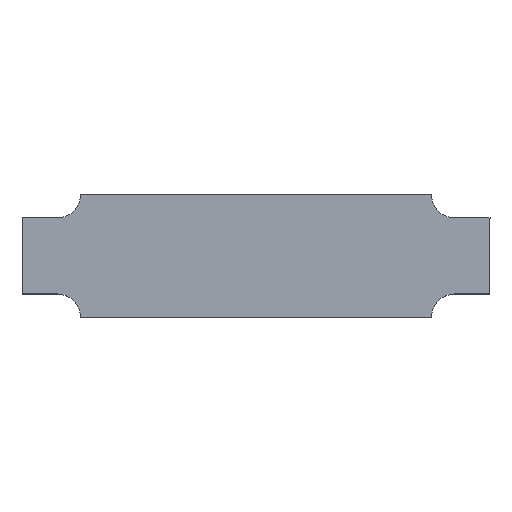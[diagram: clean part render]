
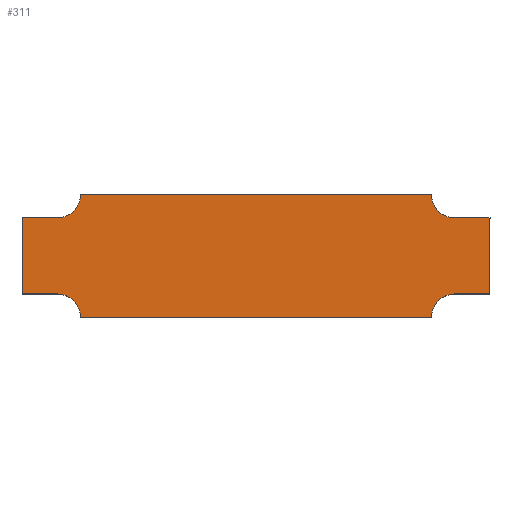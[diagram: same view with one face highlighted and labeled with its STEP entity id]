
A CAD part, top view. The second image highlights one B-rep face of the part: STEP entity #311.
In plain terms, the highlighted planar face has unit normal (0, 0, 1).
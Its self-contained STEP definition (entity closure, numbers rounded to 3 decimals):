
#27=PLANE('',#353);
#43=FACE_OUTER_BOUND('',#63,.T.);
#63=EDGE_LOOP('',(#267,#268,#269,#270,#271,#272,#273,#274,#275,#276,#277,
#278));
#71=LINE('',#470,#101);
#80=LINE('',#503,#110);
#81=LINE('',#506,#111);
#85=LINE('',#512,#115);
#87=LINE('',#515,#117);
#88=LINE('',#518,#118);
#92=LINE('',#524,#122);
#94=LINE('',#527,#124);
#101=VECTOR('',#383,10.);
#110=VECTOR('',#412,10.);
#111=VECTOR('',#415,10.);
#115=VECTOR('',#421,10.);
#117=VECTOR('',#425,10.);
#118=VECTOR('',#428,10.);
#122=VECTOR('',#434,10.);
#124=VECTOR('',#438,10.);
#130=CIRCLE('',#335,4.);
#132=CIRCLE('',#339,4.);
#134=CIRCLE('',#342,4.);
#136=CIRCLE('',#345,4.);
#143=VERTEX_POINT('',#460);
#144=VERTEX_POINT('',#462);
#146=VERTEX_POINT('',#468);
#149=VERTEX_POINT('',#475);
#150=VERTEX_POINT('',#477);
#153=VERTEX_POINT('',#484);
#154=VERTEX_POINT('',#486);
#157=VERTEX_POINT('',#493);
#158=VERTEX_POINT('',#495);
#160=VERTEX_POINT('',#501);
#161=VERTEX_POINT('',#505);
#163=VERTEX_POINT('',#517);
#173=EDGE_CURVE('',#143,#144,#130,.T.);
#177=EDGE_CURVE('',#143,#146,#71,.T.);
#180=EDGE_CURVE('',#149,#150,#132,.T.);
#184=EDGE_CURVE('',#153,#154,#134,.T.);
#188=EDGE_CURVE('',#157,#158,#136,.T.);
#192=EDGE_CURVE('',#157,#160,#80,.T.);
#193=EDGE_CURVE('',#161,#150,#81,.T.);
#197=EDGE_CURVE('',#146,#161,#85,.T.);
#199=EDGE_CURVE('',#153,#144,#87,.T.);
#200=EDGE_CURVE('',#163,#154,#88,.T.);
#204=EDGE_CURVE('',#160,#163,#92,.T.);
#206=EDGE_CURVE('',#149,#158,#94,.T.);
#267=ORIENTED_EDGE('',*,*,#206,.T.);
#268=ORIENTED_EDGE('',*,*,#188,.F.);
#269=ORIENTED_EDGE('',*,*,#192,.T.);
#270=ORIENTED_EDGE('',*,*,#204,.T.);
#271=ORIENTED_EDGE('',*,*,#200,.T.);
#272=ORIENTED_EDGE('',*,*,#184,.F.);
#273=ORIENTED_EDGE('',*,*,#199,.T.);
#274=ORIENTED_EDGE('',*,*,#173,.F.);
#275=ORIENTED_EDGE('',*,*,#177,.T.);
#276=ORIENTED_EDGE('',*,*,#197,.T.);
#277=ORIENTED_EDGE('',*,*,#193,.T.);
#278=ORIENTED_EDGE('',*,*,#180,.F.);
#311=ADVANCED_FACE('',(#43),#27,.T.);
#335=AXIS2_PLACEMENT_3D('',#463,#376,#377);
#339=AXIS2_PLACEMENT_3D('',#478,#389,#390);
#342=AXIS2_PLACEMENT_3D('',#487,#397,#398);
#345=AXIS2_PLACEMENT_3D('',#496,#405,#406);
#353=AXIS2_PLACEMENT_3D('',#528,#439,#440);
#376=DIRECTION('center_axis',(0.,0.,1.));
#377=DIRECTION('ref_axis',(0.707,-0.707,0.));
#383=DIRECTION('',(-1.,0.,0.));
#389=DIRECTION('center_axis',(0.,0.,1.));
#390=DIRECTION('ref_axis',(0.707,0.707,0.));
#397=DIRECTION('center_axis',(0.,0.,1.));
#398=DIRECTION('ref_axis',(-0.707,-0.707,0.));
#405=DIRECTION('center_axis',(0.,0.,1.));
#406=DIRECTION('ref_axis',(-0.707,0.707,0.));
#412=DIRECTION('',(1.,0.,0.));
#415=DIRECTION('',(1.,0.,0.));
#421=DIRECTION('',(0.,-1.,0.));
#425=DIRECTION('',(-1.,0.,0.));
#428=DIRECTION('',(-1.,0.,0.));
#434=DIRECTION('',(0.,1.,0.));
#438=DIRECTION('',(1.,0.,0.));
#439=DIRECTION('center_axis',(0.,0.,1.));
#440=DIRECTION('ref_axis',(1.,0.,0.));
#460=CARTESIAN_POINT('',(6.,19.,7.6));
#462=CARTESIAN_POINT('',(10.,23.,7.6));
#463=CARTESIAN_POINT('Origin',(6.,23.,7.6));
#468=CARTESIAN_POINT('',(0.,19.,7.6));
#470=CARTESIAN_POINT('',(10.,19.,7.6));
#475=CARTESIAN_POINT('',(10.,2.,7.6));
#477=CARTESIAN_POINT('',(6.,6.,7.6));
#478=CARTESIAN_POINT('Origin',(6.,2.,7.6));
#484=CARTESIAN_POINT('',(70.,23.,7.6));
#486=CARTESIAN_POINT('',(74.,19.,7.6));
#487=CARTESIAN_POINT('Origin',(74.,23.,7.6));
#493=CARTESIAN_POINT('',(74.,6.,7.6));
#495=CARTESIAN_POINT('',(70.,2.,7.6));
#496=CARTESIAN_POINT('Origin',(74.,2.,7.6));
#501=CARTESIAN_POINT('',(80.,6.,7.6));
#503=CARTESIAN_POINT('',(70.,6.,7.6));
#505=CARTESIAN_POINT('',(0.,6.,7.6));
#506=CARTESIAN_POINT('',(10.,6.,7.6));
#512=CARTESIAN_POINT('',(0.,23.,7.6));
#515=CARTESIAN_POINT('',(10.,23.,7.6));
#517=CARTESIAN_POINT('',(80.,19.,7.6));
#518=CARTESIAN_POINT('',(70.,19.,7.6));
#524=CARTESIAN_POINT('',(80.,23.,7.6));
#527=CARTESIAN_POINT('',(10.,2.,7.6));
#528=CARTESIAN_POINT('Origin',(40.,12.5,7.6));
